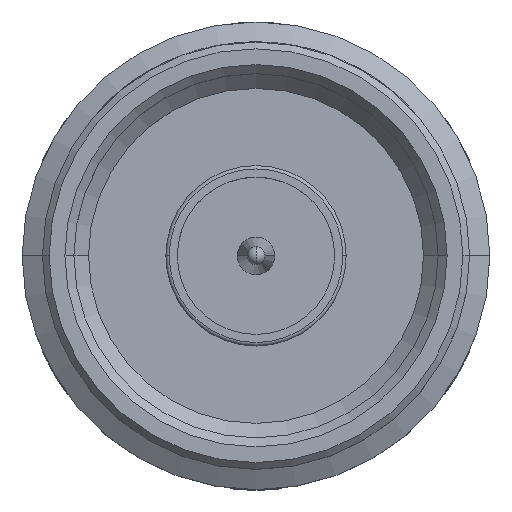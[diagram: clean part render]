
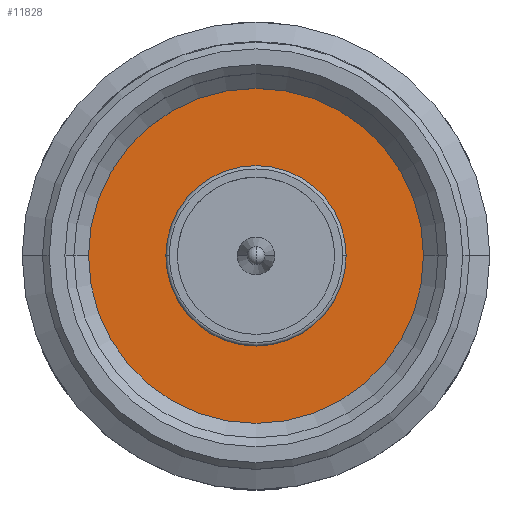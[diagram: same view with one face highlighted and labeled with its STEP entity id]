
A CAD part, top view. The second image highlights one B-rep face of the part: STEP entity #11828.
In plain terms, the highlighted planar face has unit normal (0, 0, 1).
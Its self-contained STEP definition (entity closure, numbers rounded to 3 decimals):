
#704 = CIRCLE ( 'NONE', #11483, 7.45 ) ;
#739 = CIRCLE ( 'NONE', #2003, 7.45 ) ;
#1125 = CARTESIAN_POINT ( 'NONE',  ( 0., 0., -4.303 ) ) ;
#1126 = DIRECTION ( 'NONE',  ( 0., 0., 1. ) ) ;
#1127 = DIRECTION ( 'NONE',  ( -1., 0., 0. ) ) ;
#1178 = CARTESIAN_POINT ( 'NONE',  ( 0., 0., -4.303 ) ) ;
#1179 = DIRECTION ( 'NONE',  ( 0., 0., 1. ) ) ;
#1180 = DIRECTION ( 'NONE',  ( -1., 0., 0. ) ) ;
#1811 = CARTESIAN_POINT ( 'NONE',  ( 4.01, 0., -4.303 ) ) ;
#1812 = CARTESIAN_POINT ( 'NONE',  ( -4.01, 0., -4.303 ) ) ;
#2003 = AXIS2_PLACEMENT_3D ( 'NONE', #1178, #1179, #1180 ) ;
#2623 = EDGE_LOOP ( 'NONE', ( #4078, #4079 ) ) ;
#2639 = EDGE_LOOP ( 'NONE', ( #4076, #4077 ) ) ;
#3848 = EDGE_CURVE ( 'NONE', #14111, #14112, #5034, .T. ) ;
#3902 = AXIS2_PLACEMENT_3D ( 'NONE', #5715, #5716, #5717 ) ;
#3919 = AXIS2_PLACEMENT_3D ( 'NONE', #5842, #5843, #5844 ) ;
#4076 = ORIENTED_EDGE ( 'NONE', *, *, #13731, .T. ) ;
#4077 = ORIENTED_EDGE ( 'NONE', *, *, #13701, .T. ) ;
#4078 = ORIENTED_EDGE ( 'NONE', *, *, #3848, .T. ) ;
#4079 = ORIENTED_EDGE ( 'NONE', *, *, #11669, .T. ) ;
#5034 = CIRCLE ( 'NONE', #3902, 4.01 ) ;
#5061 = CIRCLE ( 'NONE', #3919, 4.01 ) ;
#5715 = CARTESIAN_POINT ( 'NONE',  ( 0., 0., -4.303 ) ) ;
#5716 = DIRECTION ( 'NONE',  ( 0., 0., -1. ) ) ;
#5717 = DIRECTION ( 'NONE',  ( -1., 0., 0. ) ) ;
#5801 = CARTESIAN_POINT ( 'NONE',  ( -7.45, 0., -4.303 ) ) ;
#5802 = CARTESIAN_POINT ( 'NONE',  ( 7.45, 0., -4.303 ) ) ;
#5842 = CARTESIAN_POINT ( 'NONE',  ( 0., 0., -4.303 ) ) ;
#5843 = DIRECTION ( 'NONE',  ( 0., 0., -1. ) ) ;
#5844 = DIRECTION ( 'NONE',  ( -1., 0., 0. ) ) ;
#6903 = VERTEX_POINT ( 'NONE', #5801 ) ;
#6905 = VERTEX_POINT ( 'NONE', #5802 ) ;
#7110 = FACE_OUTER_BOUND ( 'NONE', #2639, .T. ) ;
#7114 = FACE_BOUND ( 'NONE', #2623, .T. ) ;
#7198 = AXIS2_PLACEMENT_3D ( 'NONE', #7505, #7497, #7509 ) ;
#7497 = DIRECTION ( 'NONE',  ( 0., 0., -1. ) ) ;
#7505 = CARTESIAN_POINT ( 'NONE',  ( 0., 0., -4.303 ) ) ;
#7507 = PLANE ( 'NONE',  #7198 ) ;
#7509 = DIRECTION ( 'NONE',  ( -1., 0., 0. ) ) ;
#11483 = AXIS2_PLACEMENT_3D ( 'NONE', #1125, #1126, #1127 ) ;
#11669 = EDGE_CURVE ( 'NONE', #14112, #14111, #5061, .T. ) ;
#11828 = ADVANCED_FACE ( 'NONE', ( #7110, #7114 ), #7507, .F. ) ;
#13701 = EDGE_CURVE ( 'NONE', #6903, #6905, #704, .T. ) ;
#13731 = EDGE_CURVE ( 'NONE', #6905, #6903, #739, .T. ) ;
#14111 = VERTEX_POINT ( 'NONE', #1811 ) ;
#14112 = VERTEX_POINT ( 'NONE', #1812 ) ;
